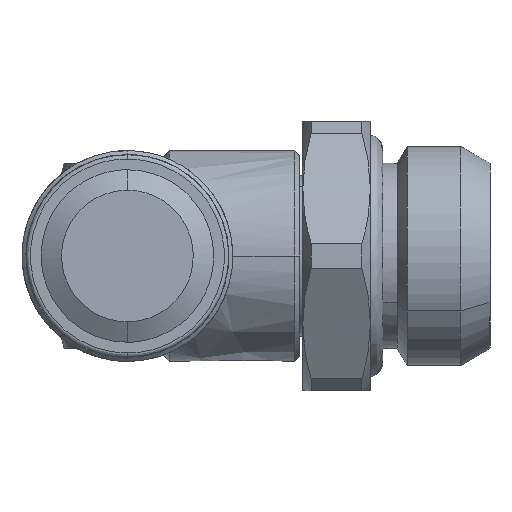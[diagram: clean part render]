
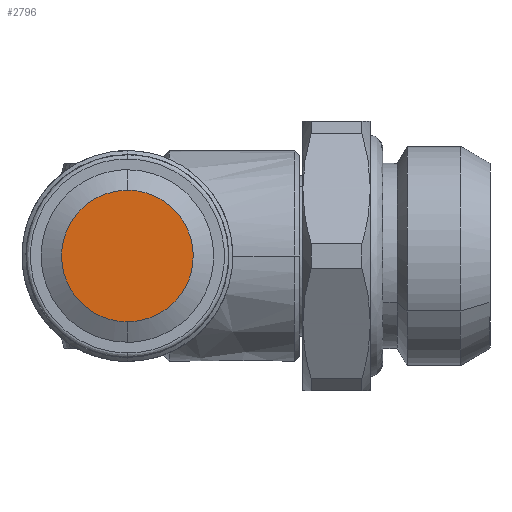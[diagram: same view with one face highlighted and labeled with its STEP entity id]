
A CAD part, left-side view. The second image highlights one B-rep face of the part: STEP entity #2796.
In plain terms, the highlighted free-form (B-spline) face has degree [1, 1] with [2, 2] control points.
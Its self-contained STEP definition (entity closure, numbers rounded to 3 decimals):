
#41 = CARTESIAN_POINT ( 'NONE',  ( -26.091, -55.172, 35.814 ) ) ;
#330 = CARTESIAN_POINT ( 'NONE',  ( -26.091, -47.551, 37.859 ) ) ;
#332 = CARTESIAN_POINT ( 'NONE',  ( -26.091, -51.361, 40.748 ) ) ;
#622 = CARTESIAN_POINT ( 'NONE',  ( -26.091, -53.333, 33.419 ) ) ;
#651 = CARTESIAN_POINT ( 'NONE',  ( -26.091, -51.361, 40.748 ) ) ;
#1480 = CARTESIAN_POINT ( 'NONE',  ( -26.091, -47.449, 36.323 ) ) ;
#1511 = CARTESIAN_POINT ( 'NONE',  ( -26.091, -48.958, 33.707 ) ) ;
#1521 = CARTESIAN_POINT ( 'NONE',  ( -26.091, -55.32, 32.878 ) ) ;
#1629 = EDGE_CURVE ( 'NONE', #3150, #6564, #4139, .T. ) ;
#1947 = CARTESIAN_POINT ( 'NONE',  ( -26.091, -51.875, 40.748 ) ) ;
#1973 = CARTESIAN_POINT ( 'NONE',  ( -26.091, -55.273, 36.323 ) ) ;
#2048 = CARTESIAN_POINT ( 'NONE',  ( -26.091, -51.361, 40.748 ) ) ;
#2140 = CARTESIAN_POINT ( 'NONE',  ( -26.091, -47.944, 34.865 ) ) ;
#2600 = CARTESIAN_POINT ( 'NONE',  ( -26.091, -51.875, 32.925 ) ) ;
#2775 = CARTESIAN_POINT ( 'NONE',  ( -26.091, -49.39, 33.419 ) ) ;
#2796 = ADVANCED_FACE ( 'NONE', ( #5692 ), #5034, .T. ) ;
#3065 = EDGE_LOOP ( 'NONE', ( #5032, #3178 ) ) ;
#3150 = VERTEX_POINT ( 'NONE', #7821 ) ;
#3177 = CARTESIAN_POINT ( 'NONE',  ( -26.091, -54.778, 34.865 ) ) ;
#3178 = ORIENTED_EDGE ( 'NONE', *, *, #1629, .T. ) ;
#3337 = CARTESIAN_POINT ( 'NONE',  ( -26.091, -53.333, 40.254 ) ) ;
#3418 = CARTESIAN_POINT ( 'NONE',  ( -26.091, -48.232, 39.239 ) ) ;
#3484 = CARTESIAN_POINT ( 'NONE',  ( -26.091, -49.39, 40.254 ) ) ;
#3793 = CARTESIAN_POINT ( 'NONE',  ( -26.091, -55.172, 37.859 ) ) ;
#4008 = CARTESIAN_POINT ( 'NONE',  ( -26.091, -50.339, 40.647 ) ) ;
#4040 = CARTESIAN_POINT ( 'NONE',  ( -26.091, -47.449, 37.35 ) ) ;
#4117 = CARTESIAN_POINT ( 'NONE',  ( -26.091, -48.958, 39.966 ) ) ;
#4139 = B_SPLINE_CURVE_WITH_KNOTS ( 'NONE', 3,
 ( #6965, #2600, #7617, #622, #7118, #6986, #3177, #41, #1973, #7590, #3793, #5683, #5050, #4437, #3337, #6386, #1947, #651 ),
 .UNSPECIFIED., .F., .F.,
 ( 4, 2, 2, 2, 2, 2, 2, 2, 4 ),
 ( 0., 0.393, 0.785, 1.178, 1.571, 1.963, 2.356, 2.749, 3.142 ),
 .UNSPECIFIED. ) ;
#4437 = CARTESIAN_POINT ( 'NONE',  ( -26.091, -53.764, 39.966 ) ) ;
#4552 = CARTESIAN_POINT ( 'NONE',  ( -26.091, -47.402, 40.795 ) ) ;
#5032 = ORIENTED_EDGE ( 'NONE', *, *, #5479, .T. ) ;
#5034 = B_SPLINE_SURFACE_WITH_KNOTS ( 'NONE', 1, 1, ( 
 ( #1521, #5933 ),
 ( #5218, #4552 ) ),
 .UNSPECIFIED., .F., .F., .F.,
 ( 2, 2 ),
 ( 2, 2 ),
 ( 0., 1. ),
 ( 0., 1. ),
 .UNSPECIFIED. ) ;
#5050 = CARTESIAN_POINT ( 'NONE',  ( -26.091, -54.49, 39.239 ) ) ;
#5218 = CARTESIAN_POINT ( 'NONE',  ( -26.091, -55.32, 40.795 ) ) ;
#5289 = CARTESIAN_POINT ( 'NONE',  ( -26.091, -50.339, 33.026 ) ) ;
#5479 = EDGE_CURVE ( 'NONE', #6564, #3150, #8112, .T. ) ;
#5683 = CARTESIAN_POINT ( 'NONE',  ( -26.091, -54.778, 38.808 ) ) ;
#5692 = FACE_OUTER_BOUND ( 'NONE', #3065, .T. ) ;
#5889 = CARTESIAN_POINT ( 'NONE',  ( -26.091, -47.551, 35.814 ) ) ;
#5918 = CARTESIAN_POINT ( 'NONE',  ( -26.091, -51.361, 32.925 ) ) ;
#5933 = CARTESIAN_POINT ( 'NONE',  ( -26.091, -47.402, 32.878 ) ) ;
#6386 = CARTESIAN_POINT ( 'NONE',  ( -26.091, -52.383, 40.647 ) ) ;
#6564 = VERTEX_POINT ( 'NONE', #332 ) ;
#6599 = CARTESIAN_POINT ( 'NONE',  ( -26.091, -50.847, 32.925 ) ) ;
#6965 = CARTESIAN_POINT ( 'NONE',  ( -26.091, -51.361, 32.925 ) ) ;
#6986 = CARTESIAN_POINT ( 'NONE',  ( -26.091, -54.49, 34.434 ) ) ;
#7118 = CARTESIAN_POINT ( 'NONE',  ( -26.091, -53.764, 33.707 ) ) ;
#7164 = CARTESIAN_POINT ( 'NONE',  ( -26.091, -48.232, 34.434 ) ) ;
#7268 = CARTESIAN_POINT ( 'NONE',  ( -26.091, -50.847, 40.748 ) ) ;
#7590 = CARTESIAN_POINT ( 'NONE',  ( -26.091, -55.273, 37.35 ) ) ;
#7617 = CARTESIAN_POINT ( 'NONE',  ( -26.091, -52.383, 33.026 ) ) ;
#7821 = CARTESIAN_POINT ( 'NONE',  ( -26.091, -51.361, 32.925 ) ) ;
#7847 = CARTESIAN_POINT ( 'NONE',  ( -26.091, -47.944, 38.808 ) ) ;
#8112 = B_SPLINE_CURVE_WITH_KNOTS ( 'NONE', 3,
 ( #2048, #7268, #4008, #3484, #4117, #3418, #7847, #330, #4040, #1480, #5889, #2140, #7164, #1511, #2775, #5289, #6599, #5918 ),
 .UNSPECIFIED., .F., .F.,
 ( 4, 2, 2, 2, 2, 2, 2, 2, 4 ),
 ( 0., 0.393, 0.785, 1.178, 1.571, 1.963, 2.356, 2.749, 3.142 ),
 .UNSPECIFIED. ) ;
